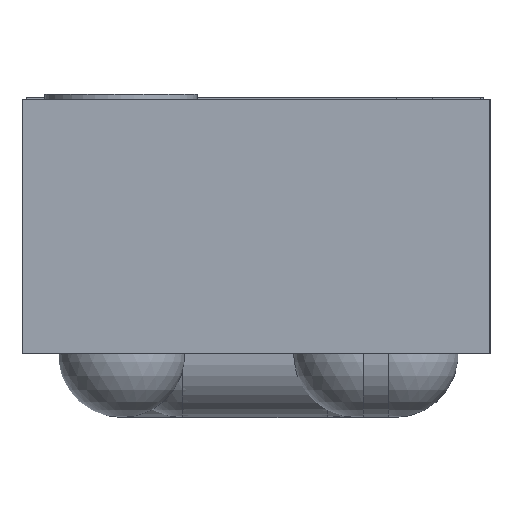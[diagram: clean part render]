
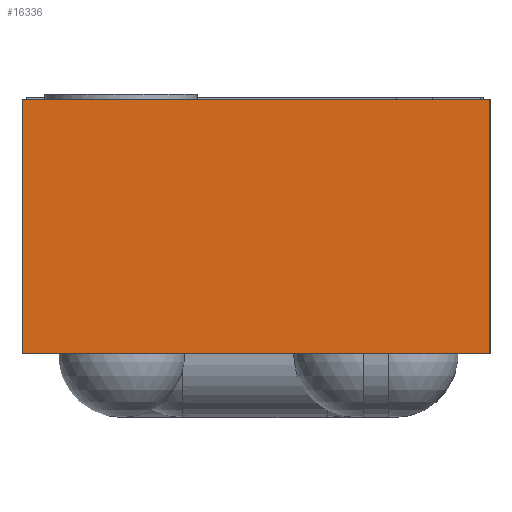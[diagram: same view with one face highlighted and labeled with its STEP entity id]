
A CAD part, left-side view. The second image highlights one B-rep face of the part: STEP entity #16336.
In plain terms, the highlighted planar face has unit normal (-1, 0, 0).
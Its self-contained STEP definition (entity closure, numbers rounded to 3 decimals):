
#16311 = VERTEX_POINT('',#16312);
#16312 = CARTESIAN_POINT('',(-1.4,-0.46,0.5));
#16318 = EDGE_CURVE('',#16319,#16311,#16321,.T.);
#16319 = VERTEX_POINT('',#16320);
#16320 = CARTESIAN_POINT('',(-1.4,-0.46,0.));
#16321 = LINE('',#16322,#16323);
#16322 = CARTESIAN_POINT('',(-1.4,-0.46,0.));
#16323 = VECTOR('',#16324,1.);
#16324 = DIRECTION('',(0.,0.,1.));
#16336 = ADVANCED_FACE('',(#16337),#16362,.T.);
#16337 = FACE_BOUND('',#16338,.T.);
#16338 = EDGE_LOOP('',(#16339,#16340,#16348,#16356));
#16339 = ORIENTED_EDGE('',*,*,#16318,.T.);
#16340 = ORIENTED_EDGE('',*,*,#16341,.T.);
#16341 = EDGE_CURVE('',#16311,#16342,#16344,.T.);
#16342 = VERTEX_POINT('',#16343);
#16343 = CARTESIAN_POINT('',(-1.4,0.46,0.5));
#16344 = LINE('',#16345,#16346);
#16345 = CARTESIAN_POINT('',(-1.4,-0.46,0.5));
#16346 = VECTOR('',#16347,1.);
#16347 = DIRECTION('',(0.,1.,0.));
#16348 = ORIENTED_EDGE('',*,*,#16349,.F.);
#16349 = EDGE_CURVE('',#16350,#16342,#16352,.T.);
#16350 = VERTEX_POINT('',#16351);
#16351 = CARTESIAN_POINT('',(-1.4,0.46,0.));
#16352 = LINE('',#16353,#16354);
#16353 = CARTESIAN_POINT('',(-1.4,0.46,0.));
#16354 = VECTOR('',#16355,1.);
#16355 = DIRECTION('',(0.,0.,1.));
#16356 = ORIENTED_EDGE('',*,*,#16357,.F.);
#16357 = EDGE_CURVE('',#16319,#16350,#16358,.T.);
#16358 = LINE('',#16359,#16360);
#16359 = CARTESIAN_POINT('',(-1.4,-0.46,0.));
#16360 = VECTOR('',#16361,1.);
#16361 = DIRECTION('',(0.,1.,0.));
#16362 = PLANE('',#16363);
#16363 = AXIS2_PLACEMENT_3D('',#16364,#16365,#16366);
#16364 = CARTESIAN_POINT('',(-1.4,-0.46,0.));
#16365 = DIRECTION('',(-1.,0.,0.));
#16366 = DIRECTION('',(0.,1.,0.));
